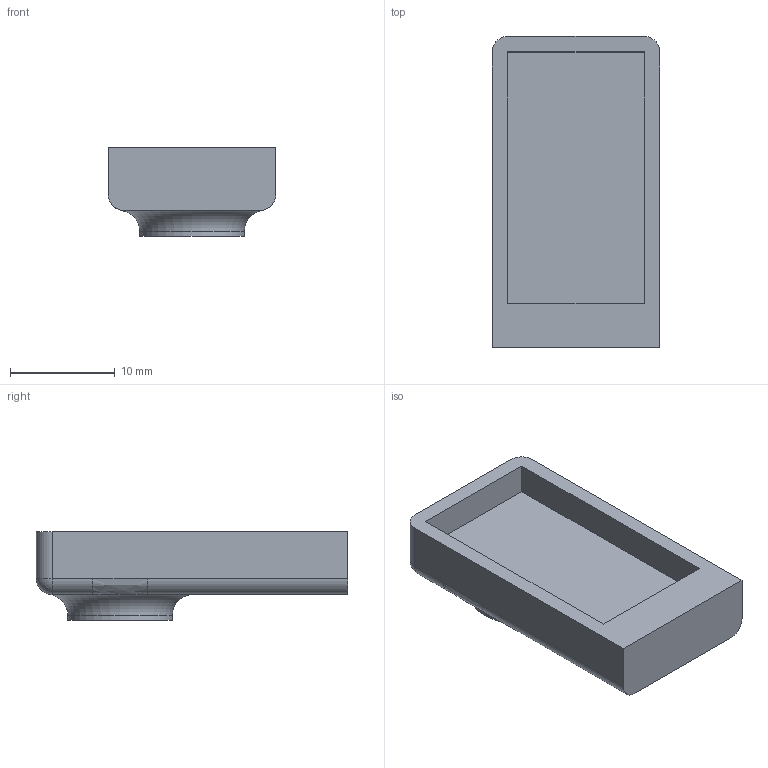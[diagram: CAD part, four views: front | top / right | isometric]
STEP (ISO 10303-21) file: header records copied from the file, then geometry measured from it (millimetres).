
FILE_DESCRIPTION(/* description */ (''),/* implementation_level */ '2;1');
FILE_NAME(/* name */ 'Casing.step',/* time_stamp */ '2025-06-16T21:34:19-04:00',/* author */ (''),/* organization */ (''),/* preprocessor_version */ 'ST-DEVELOPER v20.1',/* originating_system */ 'Autodesk Translation Framework v14.4.0.0',/* authorisation */ '');
FILE_SCHEMA (('AUTOMOTIVE_DESIGN { 1 0 10303 214 3 1 1 }'));
Length unit declared in the file: millimetre
Products named in the file (1): BB Casing
Bounding box: 16 x 29.75 x 8.5 mm (x, y, z)
Volume: 1994.5 mm3; surface area: 1776.6 mm2
Topology: 1 solids, 1 shells, 31 faces, 68 edges, 41 vertices
Faces by surface type: plane 15, cylinder 10, bspline 3, sphere 2, torus 1
Full cylindrical faces by diameter (mm): 7.5 x1, 10 x1
Entity records: 958 total; most frequent: CARTESIAN_POINT 240, DIRECTION 143, ORIENTED_EDGE 136, EDGE_CURVE 68, AXIS2_PLACEMENT_3D 53, VERTEX_POINT 41, LINE 37, VECTOR 37
